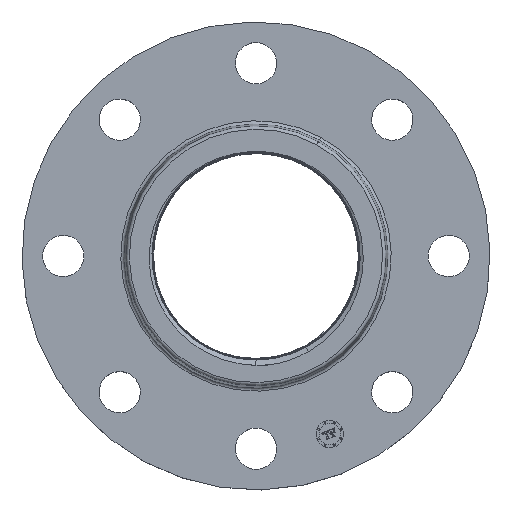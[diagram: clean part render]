
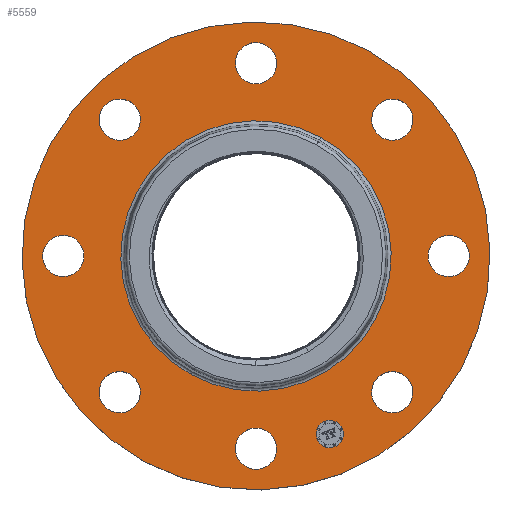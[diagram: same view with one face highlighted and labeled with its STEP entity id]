
A CAD part, top view. The second image highlights one B-rep face of the part: STEP entity #5559.
In plain terms, the highlighted planar face has unit normal (0, 0, 1).
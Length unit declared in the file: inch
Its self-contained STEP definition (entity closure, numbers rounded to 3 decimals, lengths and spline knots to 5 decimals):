
#490=AXIS2_PLACEMENT_3D('Circle Axis2P3D',#488,#489,$) ;
#502=AXIS2_PLACEMENT_3D('Circle Axis2P3D',#500,#501,$) ;
#533=AXIS2_PLACEMENT_3D('Circle Axis2P3D',#531,#532,$) ;
#545=AXIS2_PLACEMENT_3D('Circle Axis2P3D',#543,#544,$) ;
#576=AXIS2_PLACEMENT_3D('Circle Axis2P3D',#574,#575,$) ;
#588=AXIS2_PLACEMENT_3D('Circle Axis2P3D',#586,#587,$) ;
#619=AXIS2_PLACEMENT_3D('Circle Axis2P3D',#617,#618,$) ;
#631=AXIS2_PLACEMENT_3D('Circle Axis2P3D',#629,#630,$) ;
#662=AXIS2_PLACEMENT_3D('Circle Axis2P3D',#660,#661,$) ;
#674=AXIS2_PLACEMENT_3D('Circle Axis2P3D',#672,#673,$) ;
#705=AXIS2_PLACEMENT_3D('Circle Axis2P3D',#703,#704,$) ;
#717=AXIS2_PLACEMENT_3D('Circle Axis2P3D',#715,#716,$) ;
#748=AXIS2_PLACEMENT_3D('Circle Axis2P3D',#746,#747,$) ;
#760=AXIS2_PLACEMENT_3D('Circle Axis2P3D',#758,#759,$) ;
#863=AXIS2_PLACEMENT_3D('Circle Axis2P3D',#861,#862,$) ;
#889=AXIS2_PLACEMENT_3D('Circle Axis2P3D',#887,#888,$) ;
#913=AXIS2_PLACEMENT_3D('Circle Axis2P3D',#911,#912,$) ;
#932=AXIS2_PLACEMENT_3D('Circle Axis2P3D',#930,#931,$) ;
#963=AXIS2_PLACEMENT_3D('Circle Axis2P3D',#961,#962,$) ;
#975=AXIS2_PLACEMENT_3D('Circle Axis2P3D',#973,#974,$) ;
#5499=AXIS2_PLACEMENT_3D('Plane Axis2P3D',#5496,#5497,#5498) ;
#5543=AXIS2_PLACEMENT_3D('Circle Axis2P3D',#5541,#5542,$) ;
#5552=AXIS2_PLACEMENT_3D('Circle Axis2P3D',#5550,#5551,$) ;
#478=CARTESIAN_POINT('Vertex',(2.58045,-2.8347,0.88)) ;
#485=CARTESIAN_POINT('Vertex',(2.3693,-2.11504,0.88)) ;
#488=CARTESIAN_POINT('Axis2P3D Location',(2.47487,-2.47487,0.88)) ;
#500=CARTESIAN_POINT('Axis2P3D Location',(2.47487,-2.47487,0.88)) ;
#521=CARTESIAN_POINT('Vertex',(-3.82909,0.17978,0.88)) ;
#528=CARTESIAN_POINT('Vertex',(-3.17091,-0.17978,0.88)) ;
#531=CARTESIAN_POINT('Axis2P3D Location',(-3.5,0.,0.88)) ;
#543=CARTESIAN_POINT('Axis2P3D Location',(-3.5,0.,0.88)) ;
#564=CARTESIAN_POINT('Vertex',(2.8347,2.58045,0.88)) ;
#571=CARTESIAN_POINT('Vertex',(2.11504,2.3693,0.88)) ;
#574=CARTESIAN_POINT('Axis2P3D Location',(2.47487,2.47487,0.88)) ;
#586=CARTESIAN_POINT('Axis2P3D Location',(2.47487,2.47487,0.88)) ;
#607=CARTESIAN_POINT('Vertex',(-2.8347,-2.58045,0.88)) ;
#614=CARTESIAN_POINT('Vertex',(-2.11504,-2.3693,0.88)) ;
#617=CARTESIAN_POINT('Axis2P3D Location',(-2.47487,-2.47487,0.88)) ;
#629=CARTESIAN_POINT('Axis2P3D Location',(-2.47487,-2.47487,0.88)) ;
#650=CARTESIAN_POINT('Vertex',(0.17978,3.82909,0.88)) ;
#657=CARTESIAN_POINT('Vertex',(-0.17978,3.17091,0.88)) ;
#660=CARTESIAN_POINT('Axis2P3D Location',(0.,3.5,0.88)) ;
#672=CARTESIAN_POINT('Axis2P3D Location',(0.,3.5,0.88)) ;
#693=CARTESIAN_POINT('Vertex',(-0.17978,-3.82909,0.88)) ;
#700=CARTESIAN_POINT('Vertex',(0.17978,-3.17091,0.88)) ;
#703=CARTESIAN_POINT('Axis2P3D Location',(0.,-3.5,0.88)) ;
#715=CARTESIAN_POINT('Axis2P3D Location',(0.,-3.5,0.88)) ;
#736=CARTESIAN_POINT('Vertex',(-2.58045,2.8347,0.88)) ;
#743=CARTESIAN_POINT('Vertex',(-2.3693,2.11504,0.88)) ;
#746=CARTESIAN_POINT('Axis2P3D Location',(-2.47487,2.47487,0.88)) ;
#758=CARTESIAN_POINT('Axis2P3D Location',(-2.47487,2.47487,0.88)) ;
#861=CARTESIAN_POINT('Axis2P3D Location',(0.,0.,0.88)) ;
#865=CARTESIAN_POINT('Vertex',(-1.17716,-2.15477,0.88)) ;
#867=CARTESIAN_POINT('Vertex',(1.17716,2.15477,0.88)) ;
#887=CARTESIAN_POINT('Axis2P3D Location',(0.,0.,0.88)) ;
#908=CARTESIAN_POINT('Vertex',(-2.03756,-3.72973,0.88)) ;
#911=CARTESIAN_POINT('Axis2P3D Location',(0.,0.,0.88)) ;
#915=CARTESIAN_POINT('Vertex',(2.03756,3.72973,0.88)) ;
#930=CARTESIAN_POINT('Axis2P3D Location',(0.,0.,0.88)) ;
#951=CARTESIAN_POINT('Vertex',(3.82909,-0.17978,0.88)) ;
#958=CARTESIAN_POINT('Vertex',(3.17091,0.17978,0.88)) ;
#961=CARTESIAN_POINT('Axis2P3D Location',(3.5,0.,0.88)) ;
#973=CARTESIAN_POINT('Axis2P3D Location',(3.5,0.,0.88)) ;
#5496=CARTESIAN_POINT('Axis2P3D Location',(0.,4.25,0.88)) ;
#5541=CARTESIAN_POINT('Axis2P3D Location',(1.33939,-3.23358,0.88)) ;
#5545=CARTESIAN_POINT('Vertex',(1.56805,-3.13886,0.88)) ;
#5547=CARTESIAN_POINT('Vertex',(1.11073,-3.32829,0.88)) ;
#5550=CARTESIAN_POINT('Axis2P3D Location',(1.33939,-3.23358,0.88)) ;
#489=DIRECTION('Axis2P3D Direction',(0.,-0.,-0.039)) ;
#501=DIRECTION('Axis2P3D Direction',(0.,-0.,-0.039)) ;
#532=DIRECTION('Axis2P3D Direction',(-0.,0.,-0.039)) ;
#544=DIRECTION('Axis2P3D Direction',(-0.,0.,-0.039)) ;
#575=DIRECTION('Axis2P3D Direction',(0.,0.,-0.039)) ;
#587=DIRECTION('Axis2P3D Direction',(0.,0.,-0.039)) ;
#618=DIRECTION('Axis2P3D Direction',(-0.,0.,-0.039)) ;
#630=DIRECTION('Axis2P3D Direction',(-0.,0.,-0.039)) ;
#661=DIRECTION('Axis2P3D Direction',(0.,0.,-0.039)) ;
#673=DIRECTION('Axis2P3D Direction',(0.,0.,-0.039)) ;
#704=DIRECTION('Axis2P3D Direction',(0.,-0.,-0.039)) ;
#716=DIRECTION('Axis2P3D Direction',(0.,-0.,-0.039)) ;
#747=DIRECTION('Axis2P3D Direction',(0.,0.,-0.039)) ;
#759=DIRECTION('Axis2P3D Direction',(0.,0.,-0.039)) ;
#862=DIRECTION('Axis2P3D Direction',(0.,0.,-0.039)) ;
#888=DIRECTION('Axis2P3D Direction',(0.,0.,-0.039)) ;
#912=DIRECTION('Axis2P3D Direction',(0.,0.,-0.039)) ;
#931=DIRECTION('Axis2P3D Direction',(0.,0.,-0.039)) ;
#962=DIRECTION('Axis2P3D Direction',(0.,-0.,-0.039)) ;
#974=DIRECTION('Axis2P3D Direction',(0.,-0.,-0.039)) ;
#5497=DIRECTION('Axis2P3D Direction',(0.,0.,-0.039)) ;
#5498=DIRECTION('Axis2P3D XDirection',(0.039,0.,0.)) ;
#5542=DIRECTION('Axis2P3D Direction',(0.,0.,-0.039)) ;
#5551=DIRECTION('Axis2P3D Direction',(0.,0.,-0.039)) ;
#5502=ORIENTED_EDGE('',*,*,#934,.F.) ;
#5503=ORIENTED_EDGE('',*,*,#917,.F.) ;
#5506=ORIENTED_EDGE('',*,*,#977,.T.) ;
#5507=ORIENTED_EDGE('',*,*,#965,.T.) ;
#5510=ORIENTED_EDGE('',*,*,#869,.T.) ;
#5511=ORIENTED_EDGE('',*,*,#891,.T.) ;
#5514=ORIENTED_EDGE('',*,*,#492,.T.) ;
#5515=ORIENTED_EDGE('',*,*,#504,.T.) ;
#5518=ORIENTED_EDGE('',*,*,#707,.T.) ;
#5519=ORIENTED_EDGE('',*,*,#719,.T.) ;
#5522=ORIENTED_EDGE('',*,*,#621,.T.) ;
#5523=ORIENTED_EDGE('',*,*,#633,.T.) ;
#5526=ORIENTED_EDGE('',*,*,#535,.T.) ;
#5527=ORIENTED_EDGE('',*,*,#547,.T.) ;
#5530=ORIENTED_EDGE('',*,*,#750,.T.) ;
#5531=ORIENTED_EDGE('',*,*,#762,.T.) ;
#5534=ORIENTED_EDGE('',*,*,#664,.T.) ;
#5535=ORIENTED_EDGE('',*,*,#676,.T.) ;
#5538=ORIENTED_EDGE('',*,*,#578,.T.) ;
#5539=ORIENTED_EDGE('',*,*,#590,.T.) ;
#5556=ORIENTED_EDGE('',*,*,#5549,.T.) ;
#5557=ORIENTED_EDGE('',*,*,#5554,.T.) ;
#5508=FACE_BOUND('',#5505,.T.) ;
#5512=FACE_BOUND('',#5509,.T.) ;
#5516=FACE_BOUND('',#5513,.T.) ;
#5520=FACE_BOUND('',#5517,.T.) ;
#5524=FACE_BOUND('',#5521,.T.) ;
#5528=FACE_BOUND('',#5525,.T.) ;
#5532=FACE_BOUND('',#5529,.T.) ;
#5536=FACE_BOUND('',#5533,.T.) ;
#5540=FACE_BOUND('',#5537,.T.) ;
#5558=FACE_BOUND('',#5555,.T.) ;
#5559=ADVANCED_FACE('PartBody',(#5504,#5508,#5512,#5516,#5520,#5524,#5528,#5532,#5536,#5540,#5558),#5500,.F.) ;
#491=CIRCLE('generated circle',#490,0.375) ;
#503=CIRCLE('generated circle',#502,0.375) ;
#534=CIRCLE('generated circle',#533,0.375) ;
#546=CIRCLE('generated circle',#545,0.375) ;
#577=CIRCLE('generated circle',#576,0.375) ;
#589=CIRCLE('generated circle',#588,0.375) ;
#620=CIRCLE('generated circle',#619,0.375) ;
#632=CIRCLE('generated circle',#631,0.375) ;
#663=CIRCLE('generated circle',#662,0.375) ;
#675=CIRCLE('generated circle',#674,0.375) ;
#706=CIRCLE('generated circle',#705,0.375) ;
#718=CIRCLE('generated circle',#717,0.375) ;
#749=CIRCLE('generated circle',#748,0.375) ;
#761=CIRCLE('generated circle',#760,0.375) ;
#864=CIRCLE('generated circle',#863,2.45535) ;
#890=CIRCLE('generated circle',#889,2.45535) ;
#914=CIRCLE('generated circle',#913,4.25) ;
#933=CIRCLE('generated circle',#932,4.25) ;
#964=CIRCLE('generated circle',#963,0.375) ;
#976=CIRCLE('generated circle',#975,0.375) ;
#5544=CIRCLE('generated circle',#5543,0.2475) ;
#5553=CIRCLE('generated circle',#5552,0.2475) ;
#492=EDGE_CURVE('',#479,#486,#491,.T.) ;
#504=EDGE_CURVE('',#486,#479,#503,.T.) ;
#535=EDGE_CURVE('',#522,#529,#534,.T.) ;
#547=EDGE_CURVE('',#529,#522,#546,.T.) ;
#578=EDGE_CURVE('',#565,#572,#577,.T.) ;
#590=EDGE_CURVE('',#572,#565,#589,.T.) ;
#621=EDGE_CURVE('',#608,#615,#620,.T.) ;
#633=EDGE_CURVE('',#615,#608,#632,.T.) ;
#664=EDGE_CURVE('',#651,#658,#663,.T.) ;
#676=EDGE_CURVE('',#658,#651,#675,.T.) ;
#707=EDGE_CURVE('',#694,#701,#706,.T.) ;
#719=EDGE_CURVE('',#701,#694,#718,.T.) ;
#750=EDGE_CURVE('',#737,#744,#749,.T.) ;
#762=EDGE_CURVE('',#744,#737,#761,.T.) ;
#869=EDGE_CURVE('',#866,#868,#864,.T.) ;
#891=EDGE_CURVE('',#868,#866,#890,.T.) ;
#917=EDGE_CURVE('',#909,#916,#914,.T.) ;
#934=EDGE_CURVE('',#916,#909,#933,.T.) ;
#965=EDGE_CURVE('',#952,#959,#964,.T.) ;
#977=EDGE_CURVE('',#959,#952,#976,.T.) ;
#5549=EDGE_CURVE('',#5546,#5548,#5544,.T.) ;
#5554=EDGE_CURVE('',#5548,#5546,#5553,.T.) ;
#5501=EDGE_LOOP('',(#5502,#5503)) ;
#5505=EDGE_LOOP('',(#5506,#5507)) ;
#5509=EDGE_LOOP('',(#5510,#5511)) ;
#5513=EDGE_LOOP('',(#5514,#5515)) ;
#5517=EDGE_LOOP('',(#5518,#5519)) ;
#5521=EDGE_LOOP('',(#5522,#5523)) ;
#5525=EDGE_LOOP('',(#5526,#5527)) ;
#5529=EDGE_LOOP('',(#5530,#5531)) ;
#5533=EDGE_LOOP('',(#5534,#5535)) ;
#5537=EDGE_LOOP('',(#5538,#5539)) ;
#5555=EDGE_LOOP('',(#5556,#5557)) ;
#5504=FACE_OUTER_BOUND('',#5501,.T.) ;
#5500=PLANE('',#5499) ;
#479=VERTEX_POINT('',#478) ;
#486=VERTEX_POINT('',#485) ;
#522=VERTEX_POINT('',#521) ;
#529=VERTEX_POINT('',#528) ;
#565=VERTEX_POINT('',#564) ;
#572=VERTEX_POINT('',#571) ;
#608=VERTEX_POINT('',#607) ;
#615=VERTEX_POINT('',#614) ;
#651=VERTEX_POINT('',#650) ;
#658=VERTEX_POINT('',#657) ;
#694=VERTEX_POINT('',#693) ;
#701=VERTEX_POINT('',#700) ;
#737=VERTEX_POINT('',#736) ;
#744=VERTEX_POINT('',#743) ;
#866=VERTEX_POINT('',#865) ;
#868=VERTEX_POINT('',#867) ;
#909=VERTEX_POINT('',#908) ;
#916=VERTEX_POINT('',#915) ;
#952=VERTEX_POINT('',#951) ;
#959=VERTEX_POINT('',#958) ;
#5546=VERTEX_POINT('',#5545) ;
#5548=VERTEX_POINT('',#5547) ;
